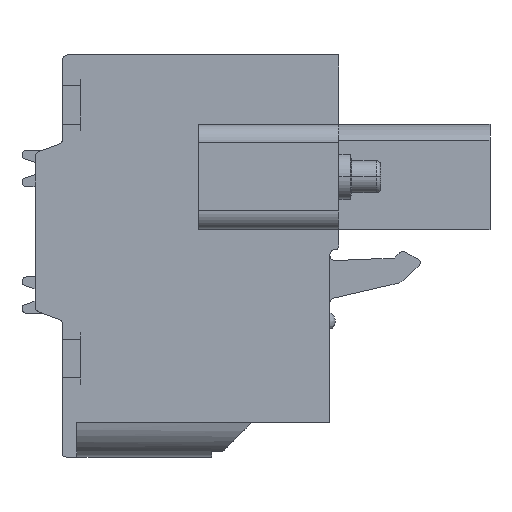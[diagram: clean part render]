
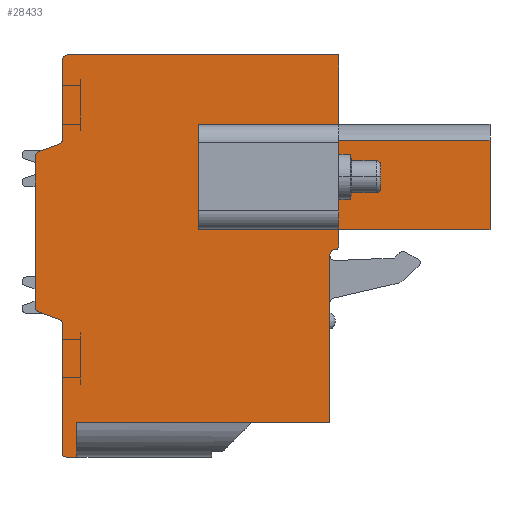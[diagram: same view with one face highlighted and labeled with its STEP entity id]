
A CAD part, front view. The second image highlights one B-rep face of the part: STEP entity #28433.
In plain terms, the highlighted planar face has unit normal (0, -1, 0).
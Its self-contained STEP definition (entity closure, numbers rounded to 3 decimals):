
#471=DIRECTION('',(-1.,0.,0.));
#472=VECTOR('',#471,6.3);
#473=CARTESIAN_POINT('',(2.781,-116.74,1.9));
#474=LINE('',#473,#472);
#475=DIRECTION('',(1.,0.,0.));
#476=VECTOR('',#475,6.3);
#477=CARTESIAN_POINT('',(-3.519,-116.74,7.65));
#478=LINE('',#477,#476);
#479=DIRECTION('',(0.,0.,1.));
#480=VECTOR('',#479,5.75);
#481=CARTESIAN_POINT('',(-3.519,-116.74,1.9));
#482=LINE('',#481,#480);
#483=DIRECTION('',(0.,0.,-1.));
#484=VECTOR('',#483,4.7);
#485=CARTESIAN_POINT('',(4.181,-116.74,11.475));
#486=LINE('',#485,#484);
#487=DIRECTION('',(-1.,0.,0.));
#488=VECTOR('',#487,8.3);
#489=CARTESIAN_POINT('',(12.481,-116.74,6.775));
#490=LINE('',#489,#488);
#491=DIRECTION('',(0.,0.,-1.));
#492=VECTOR('',#491,4.9);
#493=CARTESIAN_POINT('',(12.481,-116.74,6.775));
#494=LINE('',#493,#492);
#495=DIRECTION('',(-1.,0.,0.));
#496=VECTOR('',#495,8.3);
#497=CARTESIAN_POINT('',(12.481,-116.74,1.875));
#498=LINE('',#497,#496);
#499=DIRECTION('',(0.,0.,-1.));
#500=VECTOR('',#499,0.901);
#501=CARTESIAN_POINT('',(4.181,-116.74,1.875));
#502=LINE('',#501,#500);
#503=CARTESIAN_POINT('',(3.981,-116.74,0.974));
#504=DIRECTION('',(0.,1.,0.));
#505=DIRECTION('',(1.,0.,0.));
#506=AXIS2_PLACEMENT_3D('',#503,#504,#505);
#508=CARTESIAN_POINT('',(3.981,-116.74,0.474));
#509=DIRECTION('',(0.,-1.,0.));
#510=DIRECTION('',(0.,0.,1.));
#511=AXIS2_PLACEMENT_3D('',#508,#509,#510);
#513=DIRECTION('',(-1.,0.,0.));
#514=VECTOR('',#513,13.9);
#515=CARTESIAN_POINT('',(3.681,-116.74,-8.725));
#516=LINE('',#515,#514);
#517=DIRECTION('',(0.,0.,-1.));
#518=VECTOR('',#517,1.9);
#519=CARTESIAN_POINT('',(-10.219,-116.74,-8.725));
#520=LINE('',#519,#518);
#521=DIRECTION('',(-1.,0.,0.));
#522=VECTOR('',#521,0.6);
#523=CARTESIAN_POINT('',(-10.219,-116.74,-10.625));
#524=LINE('',#523,#522);
#525=CARTESIAN_POINT('',(-10.819,-116.74,-10.425));
#526=DIRECTION('',(0.,1.,0.));
#527=DIRECTION('',(0.,0.,-1.));
#528=AXIS2_PLACEMENT_3D('',#525,#526,#527);
#530=DIRECTION('',(0.,0.,1.));
#531=VECTOR('',#530,7.095);
#532=CARTESIAN_POINT('',(-11.019,-116.74,-10.425));
#533=LINE('',#532,#531);
#534=CARTESIAN_POINT('',(-11.319,-116.74,-3.33));
#535=DIRECTION('',(0.,-1.,0.));
#536=DIRECTION('',(1.,0.,0.));
#537=AXIS2_PLACEMENT_3D('',#534,#535,#536);
#539=DIRECTION('',(-0.94,0.,0.342));
#540=VECTOR('',#539,1.176);
#541=CARTESIAN_POINT('',(-11.216,-116.74,-3.048));
#542=LINE('',#541,#540);
#543=CARTESIAN_POINT('',(-12.219,-116.74,-2.364));
#544=DIRECTION('',(0.,1.,0.));
#545=DIRECTION('',(-0.342,0.,-0.94));
#546=AXIS2_PLACEMENT_3D('',#543,#544,#545);
#548=DIRECTION('',(0.,0.,1.));
#549=VECTOR('',#548,8.238);
#550=CARTESIAN_POINT('',(-12.519,-116.74,-2.364));
#551=LINE('',#550,#549);
#552=CARTESIAN_POINT('',(-12.219,-116.74,5.874));
#553=DIRECTION('',(0.,1.,0.));
#554=DIRECTION('',(-1.,0.,0.));
#555=AXIS2_PLACEMENT_3D('',#552,#553,#554);
#557=DIRECTION('',(0.94,0.,0.342));
#558=VECTOR('',#557,1.176);
#559=CARTESIAN_POINT('',(-12.321,-116.74,6.156));
#560=LINE('',#559,#558);
#561=CARTESIAN_POINT('',(-11.319,-116.74,6.84));
#562=DIRECTION('',(0.,-1.,0.));
#563=DIRECTION('',(0.342,0.,-0.94));
#564=AXIS2_PLACEMENT_3D('',#561,#562,#563);
#566=DIRECTION('',(0.,0.,1.));
#567=VECTOR('',#566,4.335);
#568=CARTESIAN_POINT('',(-11.019,-116.74,6.84));
#569=LINE('',#568,#567);
#570=CARTESIAN_POINT('',(-10.719,-116.74,11.175));
#571=DIRECTION('',(0.,1.,0.));
#572=DIRECTION('',(-1.,0.,0.));
#573=AXIS2_PLACEMENT_3D('',#570,#571,#572);
#575=DIRECTION('',(1.,0.,0.));
#576=VECTOR('',#575,14.9);
#577=CARTESIAN_POINT('',(-10.719,-116.74,11.475));
#578=LINE('',#577,#576);
#733=DIRECTION('',(0.,0.,1.));
#734=VECTOR('',#733,5.75);
#735=CARTESIAN_POINT('',(2.781,-116.74,1.9));
#736=LINE('',#735,#734);
#4861=DIRECTION('',(0.,0.,1.));
#4862=VECTOR('',#4861,9.199);
#4863=CARTESIAN_POINT('',(3.681,-116.74,-8.725));
#4864=LINE('',#4863,#4862);
#21574=CARTESIAN_POINT('',(-12.519,-116.74,-2.364));
#21575=CARTESIAN_POINT('',(-12.519,-116.74,5.874));
#21576=VERTEX_POINT('',#21574);
#21577=VERTEX_POINT('',#21575);
#21578=CARTESIAN_POINT('',(-12.321,-116.74,6.156));
#21579=VERTEX_POINT('',#21578);
#21580=CARTESIAN_POINT('',(-11.216,-116.74,6.558));
#21581=VERTEX_POINT('',#21580);
#21582=CARTESIAN_POINT('',(-11.019,-116.74,6.84));
#21583=VERTEX_POINT('',#21582);
#21584=CARTESIAN_POINT('',(-11.019,-116.74,11.175));
#21585=VERTEX_POINT('',#21584);
#21586=CARTESIAN_POINT('',(-10.719,-116.74,11.475));
#21587=VERTEX_POINT('',#21586);
#21588=CARTESIAN_POINT('',(4.181,-116.74,11.475));
#21589=VERTEX_POINT('',#21588);
#21590=CARTESIAN_POINT('',(3.681,-116.74,-8.725));
#21591=CARTESIAN_POINT('',(-10.219,-116.74,-8.725));
#21592=VERTEX_POINT('',#21590);
#21593=VERTEX_POINT('',#21591);
#21594=CARTESIAN_POINT('',(-10.219,-116.74,-10.625));
#21595=VERTEX_POINT('',#21594);
#21596=CARTESIAN_POINT('',(-10.819,-116.74,-10.625));
#21597=VERTEX_POINT('',#21596);
#21598=CARTESIAN_POINT('',(-11.019,-116.74,-10.425));
#21599=VERTEX_POINT('',#21598);
#21600=CARTESIAN_POINT('',(-11.019,-116.74,-3.33));
#21601=VERTEX_POINT('',#21600);
#21602=CARTESIAN_POINT('',(-11.216,-116.74,-3.048));
#21603=VERTEX_POINT('',#21602);
#21604=CARTESIAN_POINT('',(-12.321,-116.74,-2.646));
#21605=VERTEX_POINT('',#21604);
#21616=CARTESIAN_POINT('',(4.181,-116.74,0.974));
#21617=CARTESIAN_POINT('',(3.981,-116.74,0.774));
#21618=VERTEX_POINT('',#21616);
#21619=VERTEX_POINT('',#21617);
#21620=CARTESIAN_POINT('',(4.181,-116.74,1.875));
#21621=VERTEX_POINT('',#21620);
#21622=CARTESIAN_POINT('',(3.681,-116.74,0.474));
#21623=VERTEX_POINT('',#21622);
#21624=CARTESIAN_POINT('',(12.481,-116.74,1.875));
#21625=VERTEX_POINT('',#21624);
#22848=CARTESIAN_POINT('',(12.481,-116.74,6.775));
#22849=VERTEX_POINT('',#22848);
#27790=CARTESIAN_POINT('',(-3.519,-116.74,1.9));
#27791=CARTESIAN_POINT('',(-3.519,-116.74,7.65));
#27792=VERTEX_POINT('',#27790);
#27793=VERTEX_POINT('',#27791);
#27812=CARTESIAN_POINT('',(2.781,-116.74,1.9));
#27813=CARTESIAN_POINT('',(2.781,-116.74,7.65));
#27814=VERTEX_POINT('',#27812);
#27815=VERTEX_POINT('',#27813);
#27828=CARTESIAN_POINT('',(4.181,-116.74,6.775));
#27829=VERTEX_POINT('',#27828);
#28371=CARTESIAN_POINT('',(0.,-116.74,0.));
#28372=DIRECTION('',(0.,1.,0.));
#28373=DIRECTION('',(1.,0.,0.));
#28374=AXIS2_PLACEMENT_3D('',#28371,#28372,#28373);
#28375=PLANE('',#28374);
#28376=ORIENTED_EDGE('',*,*,#28095,.T.);
#28378=ORIENTED_EDGE('',*,*,#28377,.F.);
#28380=ORIENTED_EDGE('',*,*,#28379,.T.);
#28382=ORIENTED_EDGE('',*,*,#28381,.T.);
#28384=ORIENTED_EDGE('',*,*,#28383,.T.);
#28386=ORIENTED_EDGE('',*,*,#28385,.T.);
#28388=ORIENTED_EDGE('',*,*,#28387,.T.);
#28390=ORIENTED_EDGE('',*,*,#28389,.F.);
#28392=ORIENTED_EDGE('',*,*,#28391,.T.);
#28394=ORIENTED_EDGE('',*,*,#28393,.T.);
#28396=ORIENTED_EDGE('',*,*,#28395,.T.);
#28398=ORIENTED_EDGE('',*,*,#28397,.T.);
#28400=ORIENTED_EDGE('',*,*,#28399,.T.);
#28402=ORIENTED_EDGE('',*,*,#28401,.T.);
#28404=ORIENTED_EDGE('',*,*,#28403,.T.);
#28406=ORIENTED_EDGE('',*,*,#28405,.T.);
#28408=ORIENTED_EDGE('',*,*,#28407,.T.);
#28410=ORIENTED_EDGE('',*,*,#28409,.T.);
#28412=ORIENTED_EDGE('',*,*,#28411,.T.);
#28414=ORIENTED_EDGE('',*,*,#28413,.T.);
#28416=ORIENTED_EDGE('',*,*,#28415,.T.);
#28418=ORIENTED_EDGE('',*,*,#28417,.T.);
#28420=ORIENTED_EDGE('',*,*,#28419,.T.);
#28421=EDGE_LOOP('',(#28376,#28378,#28380,#28382,#28384,#28386,#28388,#28390,
#28392,#28394,#28396,#28398,#28400,#28402,#28404,#28406,#28408,#28410,#28412,
#28414,#28416,#28418,#28420));
#28422=FACE_OUTER_BOUND('',#28421,.F.);
#28424=ORIENTED_EDGE('',*,*,#28423,.F.);
#28426=ORIENTED_EDGE('',*,*,#28425,.T.);
#28428=ORIENTED_EDGE('',*,*,#28427,.F.);
#28430=ORIENTED_EDGE('',*,*,#28429,.F.);
#28431=EDGE_LOOP('',(#28424,#28426,#28428,#28430));
#28432=FACE_BOUND('',#28431,.F.);
#28433=ADVANCED_FACE('',(#28422,#28432),#28375,.F.);
#507=CIRCLE('',#506,0.2);
#512=CIRCLE('',#511,0.3);
#529=CIRCLE('',#528,0.2);
#538=CIRCLE('',#537,0.3);
#547=CIRCLE('',#546,0.3);
#556=CIRCLE('',#555,0.3);
#565=CIRCLE('',#564,0.3);
#574=CIRCLE('',#573,0.3);
#28095=EDGE_CURVE('',#21589,#27829,#486,.T.);
#28377=EDGE_CURVE('',#22849,#27829,#490,.T.);
#28379=EDGE_CURVE('',#22849,#21625,#494,.T.);
#28381=EDGE_CURVE('',#21625,#21621,#498,.T.);
#28383=EDGE_CURVE('',#21621,#21618,#502,.T.);
#28385=EDGE_CURVE('',#21618,#21619,#507,.T.);
#28387=EDGE_CURVE('',#21619,#21623,#512,.T.);
#28389=EDGE_CURVE('',#21592,#21623,#4864,.T.);
#28391=EDGE_CURVE('',#21592,#21593,#516,.T.);
#28393=EDGE_CURVE('',#21593,#21595,#520,.T.);
#28395=EDGE_CURVE('',#21595,#21597,#524,.T.);
#28397=EDGE_CURVE('',#21597,#21599,#529,.T.);
#28399=EDGE_CURVE('',#21599,#21601,#533,.T.);
#28401=EDGE_CURVE('',#21601,#21603,#538,.T.);
#28403=EDGE_CURVE('',#21603,#21605,#542,.T.);
#28405=EDGE_CURVE('',#21605,#21576,#547,.T.);
#28407=EDGE_CURVE('',#21576,#21577,#551,.T.);
#28409=EDGE_CURVE('',#21577,#21579,#556,.T.);
#28411=EDGE_CURVE('',#21579,#21581,#560,.T.);
#28413=EDGE_CURVE('',#21581,#21583,#565,.T.);
#28415=EDGE_CURVE('',#21583,#21585,#569,.T.);
#28417=EDGE_CURVE('',#21585,#21587,#574,.T.);
#28419=EDGE_CURVE('',#21587,#21589,#578,.T.);
#28423=EDGE_CURVE('',#27814,#27792,#474,.T.);
#28425=EDGE_CURVE('',#27814,#27815,#736,.T.);
#28427=EDGE_CURVE('',#27793,#27815,#478,.T.);
#28429=EDGE_CURVE('',#27792,#27793,#482,.T.);
